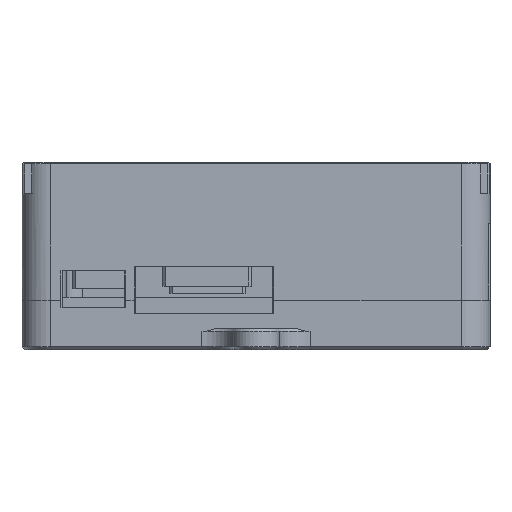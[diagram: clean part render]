
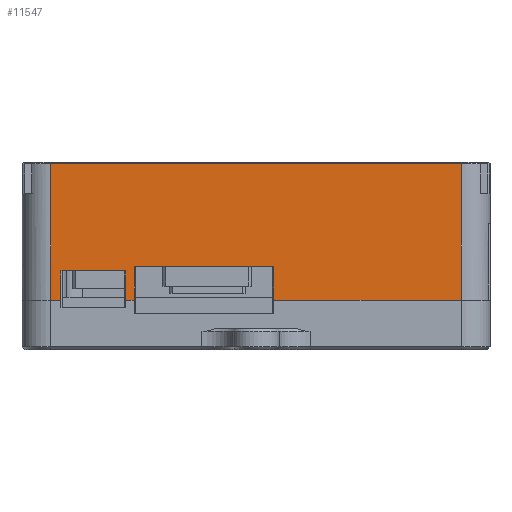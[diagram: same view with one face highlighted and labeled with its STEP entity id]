
A CAD part, front view. The second image highlights one B-rep face of the part: STEP entity #11547.
In plain terms, the highlighted planar face has unit normal (0, -1, 0).
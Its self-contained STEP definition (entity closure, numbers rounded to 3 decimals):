
#686=FACE_OUTER_BOUND('',#1347,.T.);
#1347=EDGE_LOOP('',(#8379,#8380,#8381,#8382,#8383,#8384,#8385,#8386,#8387,
#8388,#8389,#8390));
#2233=LINE('',#17273,#3650);
#2240=LINE('',#17291,#3657);
#2241=LINE('',#17293,#3658);
#2242=LINE('',#17295,#3659);
#2243=LINE('',#17297,#3660);
#2244=LINE('',#17299,#3661);
#2245=LINE('',#17301,#3662);
#2246=LINE('',#17303,#3663);
#2247=LINE('',#17305,#3664);
#2248=LINE('',#17307,#3665);
#2249=LINE('',#17309,#3666);
#2250=LINE('',#17310,#3667);
#3650=VECTOR('',#13918,10.);
#3657=VECTOR('',#13937,10.);
#3658=VECTOR('',#13938,10.);
#3659=VECTOR('',#13939,10.);
#3660=VECTOR('',#13940,10.);
#3661=VECTOR('',#13941,10.);
#3662=VECTOR('',#13942,10.);
#3663=VECTOR('',#13943,10.);
#3664=VECTOR('',#13944,10.);
#3665=VECTOR('',#13945,10.);
#3666=VECTOR('',#13946,10.);
#3667=VECTOR('',#13947,10.);
#4988=VERTEX_POINT('',#17263);
#4990=VERTEX_POINT('',#17269);
#4996=VERTEX_POINT('',#17290);
#4997=VERTEX_POINT('',#17292);
#4998=VERTEX_POINT('',#17294);
#4999=VERTEX_POINT('',#17296);
#5000=VERTEX_POINT('',#17298);
#5001=VERTEX_POINT('',#17300);
#5002=VERTEX_POINT('',#17302);
#5003=VERTEX_POINT('',#17304);
#5004=VERTEX_POINT('',#17306);
#5005=VERTEX_POINT('',#17308);
#6225=EDGE_CURVE('',#4988,#4990,#2233,.T.);
#6234=EDGE_CURVE('',#4996,#4988,#2240,.T.);
#6235=EDGE_CURVE('',#4997,#4996,#2241,.T.);
#6236=EDGE_CURVE('',#4998,#4997,#2242,.T.);
#6237=EDGE_CURVE('',#4998,#4999,#2243,.T.);
#6238=EDGE_CURVE('',#5000,#4999,#2244,.T.);
#6239=EDGE_CURVE('',#5001,#5000,#2245,.T.);
#6240=EDGE_CURVE('',#5002,#5001,#2246,.T.);
#6241=EDGE_CURVE('',#5002,#5003,#2247,.T.);
#6242=EDGE_CURVE('',#5004,#5003,#2248,.T.);
#6243=EDGE_CURVE('',#5005,#5004,#2249,.T.);
#6244=EDGE_CURVE('',#5005,#4990,#2250,.T.);
#8379=ORIENTED_EDGE('',*,*,#6225,.F.);
#8380=ORIENTED_EDGE('',*,*,#6234,.F.);
#8381=ORIENTED_EDGE('',*,*,#6235,.F.);
#8382=ORIENTED_EDGE('',*,*,#6236,.F.);
#8383=ORIENTED_EDGE('',*,*,#6237,.T.);
#8384=ORIENTED_EDGE('',*,*,#6238,.F.);
#8385=ORIENTED_EDGE('',*,*,#6239,.F.);
#8386=ORIENTED_EDGE('',*,*,#6240,.F.);
#8387=ORIENTED_EDGE('',*,*,#6241,.T.);
#8388=ORIENTED_EDGE('',*,*,#6242,.F.);
#8389=ORIENTED_EDGE('',*,*,#6243,.F.);
#8390=ORIENTED_EDGE('',*,*,#6244,.T.);
#11003=PLANE('',#12330);
#11547=ADVANCED_FACE('',(#686),#11003,.T.);
#12330=AXIS2_PLACEMENT_3D('',#17289,#13935,#13936);
#13918=DIRECTION('',(1.,0.,0.));
#13935=DIRECTION('center_axis',(0.,-1.,0.));
#13936=DIRECTION('ref_axis',(1.,0.,0.));
#13937=DIRECTION('',(0.,0.,1.));
#13938=DIRECTION('',(-1.,0.,0.));
#13939=DIRECTION('',(0.,0.,-1.));
#13940=DIRECTION('',(1.,0.,0.));
#13941=DIRECTION('',(0.,0.,1.));
#13942=DIRECTION('',(-1.,0.,0.));
#13943=DIRECTION('',(0.,0.,-1.));
#13944=DIRECTION('',(1.,0.,0.));
#13945=DIRECTION('',(0.,0.,1.));
#13946=DIRECTION('',(-1.,0.,0.));
#13947=DIRECTION('',(0.,0.,1.));
#17263=CARTESIAN_POINT('',(-39.5,-30.5,27.35));
#17269=CARTESIAN_POINT('',(39.5,-30.5,27.35));
#17273=CARTESIAN_POINT('',(-19.75,-30.5,27.35));
#17289=CARTESIAN_POINT('Origin',(-39.5,-30.5,1.6));
#17290=CARTESIAN_POINT('',(-39.5,-30.5,1.1));
#17291=CARTESIAN_POINT('',(-39.5,-30.5,1.6));
#17292=CARTESIAN_POINT('',(-37.5,-30.5,1.1));
#17293=CARTESIAN_POINT('',(39.5,-30.5,1.1));
#17294=CARTESIAN_POINT('',(-37.5,-30.5,6.72));
#17295=CARTESIAN_POINT('',(-37.5,-30.5,0.66));
#17296=CARTESIAN_POINT('',(-25.1,-30.5,6.72));
#17297=CARTESIAN_POINT('',(-38.4,-30.5,6.72));
#17298=CARTESIAN_POINT('',(-25.1,-30.5,1.1));
#17299=CARTESIAN_POINT('',(-25.1,-30.5,4.16));
#17300=CARTESIAN_POINT('',(-23.405,-30.5,1.1));
#17301=CARTESIAN_POINT('',(39.5,-30.5,1.1));
#17302=CARTESIAN_POINT('',(-23.405,-30.5,7.55));
#17303=CARTESIAN_POINT('',(-23.405,-30.5,0.1));
#17304=CARTESIAN_POINT('',(3.395,-30.5,7.55));
#17305=CARTESIAN_POINT('',(-31.352,-30.5,7.55));
#17306=CARTESIAN_POINT('',(3.395,-30.5,1.1));
#17307=CARTESIAN_POINT('',(3.395,-30.5,4.575));
#17308=CARTESIAN_POINT('',(39.5,-30.5,1.1));
#17309=CARTESIAN_POINT('',(39.5,-30.5,1.1));
#17310=CARTESIAN_POINT('',(39.5,-30.5,1.6));
